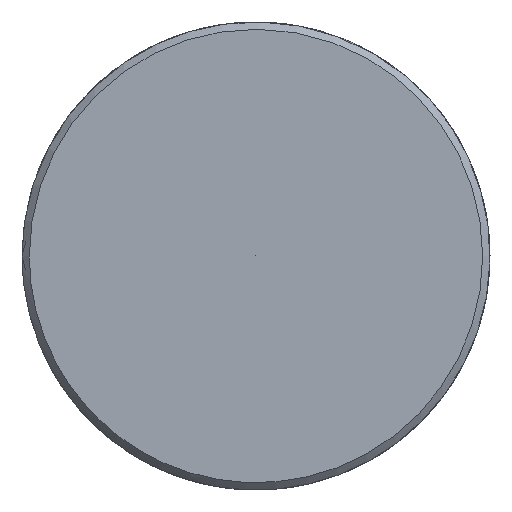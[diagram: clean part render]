
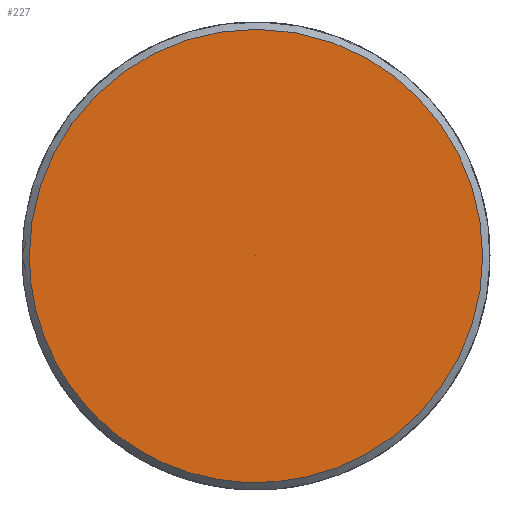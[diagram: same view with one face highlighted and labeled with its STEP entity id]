
A CAD part, left-side view. The second image highlights one B-rep face of the part: STEP entity #227.
In plain terms, the highlighted free-form (B-spline) face has degree [5, 1] with [6, 2] control points.
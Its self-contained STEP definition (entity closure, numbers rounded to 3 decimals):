
#147 = CARTESIAN_POINT ('', (-150., 7.75, 0.));
#148 = VERTEX_POINT ('', #147);
#166 = CARTESIAN_POINT ('', (-150., 7.75, 0.));
#167 = CARTESIAN_POINT ('', (-150., 7.75, 31.));
#168 = CARTESIAN_POINT ('', (-150., -23.25, 15.5));
#169 = CARTESIAN_POINT ('', (-150., -23.25, -15.5));
#170 = CARTESIAN_POINT ('', (-150., 7.75, -31.));
#171 = CARTESIAN_POINT ('', (-150., 7.75, 0.));
#172 = (
   BOUNDED_CURVE ()
   B_SPLINE_CURVE (5, (#166, #167, #168, #169, #170, #171), .UNSPECIFIED., .T., .U.)
   B_SPLINE_CURVE_WITH_KNOTS ((6, 6), (0., 1.), .UNSPECIFIED.)
   CURVE ()
   GEOMETRIC_REPRESENTATION_ITEM ()
   RATIONAL_B_SPLINE_CURVE ((5., 1., 1., 1., 1., 5.))
   REPRESENTATION_ITEM ('')
);
#173 = EDGE_CURVE ('', #148, #148, #172, .T.);
#203 = CARTESIAN_POINT ('', (-150., 0., 0.));
#204 = VERTEX_POINT ('', #203);
#205 = CARTESIAN_POINT ('', (-150., 7.75, 0.));
#206 = CARTESIAN_POINT ('', (-150., 0., 0.));
#207 = B_SPLINE_CURVE_WITH_KNOTS ('', 1, (#205, #206), .UNSPECIFIED., .F., .U., (2, 2), (0., 1.), .UNSPECIFIED.);
#208 = EDGE_CURVE ('', #148, #204, #207, .T.);
#209 = ORIENTED_EDGE ('', *, *, #208, .F.);
#210 = ORIENTED_EDGE ('', *, *, #173, .T.);
#211 = ORIENTED_EDGE ('', *, *, #208, .T.);
#212 = EDGE_LOOP ('', (#209, #210, #211));
#213 = FACE_OUTER_BOUND ('', #212, .F.);
#214 = CARTESIAN_POINT ('', (-150., 7.75, 0.));
#215 = CARTESIAN_POINT ('', (-150., 0., 0.));
#216 = CARTESIAN_POINT ('', (-150., 7.75, 31.));
#217 = CARTESIAN_POINT ('', (-150., 0., 0.));
#218 = CARTESIAN_POINT ('', (-150., -23.25, 15.5));
#219 = CARTESIAN_POINT ('', (-150., 0., 0.));
#220 = CARTESIAN_POINT ('', (-150., -23.25, -15.5));
#221 = CARTESIAN_POINT ('', (-150., 0., 0.));
#222 = CARTESIAN_POINT ('', (-150., 7.75, -31.));
#223 = CARTESIAN_POINT ('', (-150., 0., 0.));
#224 = CARTESIAN_POINT ('', (-150., 7.75, 0.));
#225 = CARTESIAN_POINT ('', (-150., 0., 0.));
#226 = (
   BOUNDED_SURFACE ()
   B_SPLINE_SURFACE (5, 1, ((#214, #215), (#216, #217), (#218, #219), (#220, #221), (#222, #223), (#224, #225)), .UNSPECIFIED., .T., .F., .U.)
   B_SPLINE_SURFACE_WITH_KNOTS ((6, 6), (2, 2), (0., 1.), (0., 1.), .UNSPECIFIED.)
   SURFACE ()
   GEOMETRIC_REPRESENTATION_ITEM ()
   RATIONAL_B_SPLINE_SURFACE (((5., 5.), (1., 1.), (1., 1.), (1., 1.), (1., 1.), (5., 5.)))
   REPRESENTATION_ITEM ('')
);
#227 = ADVANCED_FACE ('', (#213), #226, .F.);
